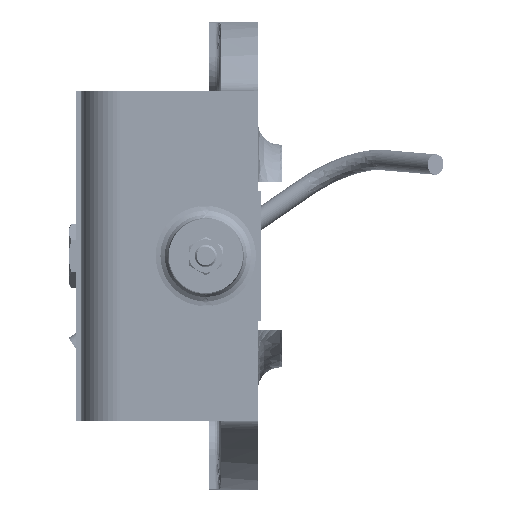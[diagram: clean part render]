
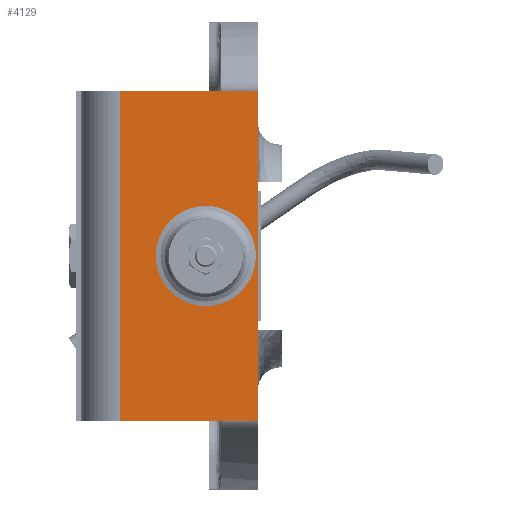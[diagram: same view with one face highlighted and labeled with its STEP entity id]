
A CAD part, left-side view. The second image highlights one B-rep face of the part: STEP entity #4129.
In plain terms, the highlighted free-form (B-spline) face has degree [1, 1] with [2, 2] control points.
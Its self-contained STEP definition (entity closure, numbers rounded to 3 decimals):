
#365 = VERTEX_POINT('',#366);
#366 = CARTESIAN_POINT('',(-14.166,190.965,
    458.525));
#372 = EDGE_CURVE('',#373,#365,#375,.T.);
#373 = VERTEX_POINT('',#374);
#374 = CARTESIAN_POINT('',(-14.166,190.965,
    379.218));
#375 = ( BOUNDED_CURVE() B_SPLINE_CURVE(2,(#376,#377,#378,#379,#380),
.UNSPECIFIED.,.F.,.F.) B_SPLINE_CURVE_WITH_KNOTS((3,2,3),(3.142,
4.712,6.283),.PIECEWISE_BEZIER_KNOTS.) CURVE() 
GEOMETRIC_REPRESENTATION_ITEM() RATIONAL_B_SPLINE_CURVE((1.,
0.707,1.,0.707,1.)) REPRESENTATION_ITEM('') );
#376 = CARTESIAN_POINT('',(-14.166,190.965,
    379.218));
#377 = CARTESIAN_POINT('',(-14.166,151.311,
    379.218));
#378 = CARTESIAN_POINT('',(-14.166,151.311,
    418.872));
#379 = CARTESIAN_POINT('',(-14.166,151.311,
    458.525));
#380 = CARTESIAN_POINT('',(-14.166,190.965,
    458.525));
#3221 = VERTEX_POINT('',#3222);
#3222 = CARTESIAN_POINT('',(-14.166,149.842,
    549.582));
#3227 = EDGE_CURVE('',#3221,#3228,#3230,.T.);
#3228 = VERTEX_POINT('',#3229);
#3229 = CARTESIAN_POINT('',(-14.166,149.842,
    288.162));
#3230 = B_SPLINE_CURVE_WITH_KNOTS('',1,(#3231,#3232),.UNSPECIFIED.,.F.,
  .F.,(2,2),(-0.,178.),.PIECEWISE_BEZIER_KNOTS.);
#3231 = CARTESIAN_POINT('',(-14.166,149.842,
    549.582));
#3232 = CARTESIAN_POINT('',(-14.166,149.842,
    288.162));
#4129 = ADVANCED_FACE('',(#4130,#4152),#4163,.T.);
#4130 = FACE_BOUND('',#4131,.T.);
#4131 = EDGE_LOOP('',(#4132,#4139,#4140,#4147));
#4132 = ORIENTED_EDGE('',*,*,#4133,.F.);
#4133 = EDGE_CURVE('',#3228,#4134,#4136,.T.);
#4134 = VERTEX_POINT('',#4135);
#4135 = CARTESIAN_POINT('',(-14.166,258.523,
    288.162));
#4136 = B_SPLINE_CURVE_WITH_KNOTS('',1,(#4137,#4138),.UNSPECIFIED.,.F.,
  .F.,(2,2),(0.,74.),.PIECEWISE_BEZIER_KNOTS.);
#4137 = CARTESIAN_POINT('',(-14.166,149.842,
    288.162));
#4138 = CARTESIAN_POINT('',(-14.166,258.523,
    288.162));
#4139 = ORIENTED_EDGE('',*,*,#3227,.F.);
#4140 = ORIENTED_EDGE('',*,*,#4141,.T.);
#4141 = EDGE_CURVE('',#3221,#4142,#4144,.T.);
#4142 = VERTEX_POINT('',#4143);
#4143 = CARTESIAN_POINT('',(-14.166,258.523,
    549.582));
#4144 = B_SPLINE_CURVE_WITH_KNOTS('',1,(#4145,#4146),.UNSPECIFIED.,.F.,
  .F.,(2,2),(0.,74.),.PIECEWISE_BEZIER_KNOTS.);
#4145 = CARTESIAN_POINT('',(-14.166,149.842,
    549.582));
#4146 = CARTESIAN_POINT('',(-14.166,258.523,
    549.582));
#4147 = ORIENTED_EDGE('',*,*,#4148,.T.);
#4148 = EDGE_CURVE('',#4142,#4134,#4149,.T.);
#4149 = B_SPLINE_CURVE_WITH_KNOTS('',1,(#4150,#4151),.UNSPECIFIED.,.F.,
  .F.,(2,2),(-0.,178.),.PIECEWISE_BEZIER_KNOTS.);
#4150 = CARTESIAN_POINT('',(-14.166,258.523,
    549.582));
#4151 = CARTESIAN_POINT('',(-14.166,258.523,
    288.162));
#4152 = FACE_BOUND('',#4153,.T.);
#4153 = EDGE_LOOP('',(#4154,#4162));
#4154 = ORIENTED_EDGE('',*,*,#4155,.F.);
#4155 = EDGE_CURVE('',#365,#373,#4156,.T.);
#4156 = ( BOUNDED_CURVE() B_SPLINE_CURVE(2,(#4157,#4158,#4159,#4160,
#4161),.UNSPECIFIED.,.F.,.F.) B_SPLINE_CURVE_WITH_KNOTS((3,2,3),(0.,
1.571,3.142),.PIECEWISE_BEZIER_KNOTS.) CURVE() 
GEOMETRIC_REPRESENTATION_ITEM() RATIONAL_B_SPLINE_CURVE((1.,
0.707,1.,0.707,1.)) REPRESENTATION_ITEM('') );
#4157 = CARTESIAN_POINT('',(-14.166,190.965,
    458.525));
#4158 = CARTESIAN_POINT('',(-14.166,230.618,
    458.525));
#4159 = CARTESIAN_POINT('',(-14.166,230.618,
    418.872));
#4160 = CARTESIAN_POINT('',(-14.166,230.618,
    379.218));
#4161 = CARTESIAN_POINT('',(-14.166,190.965,
    379.218));
#4162 = ORIENTED_EDGE('',*,*,#372,.F.);
#4163 = B_SPLINE_SURFACE_WITH_KNOTS('',1,1,(
    (#4164,#4165)
    ,(#4166,#4167
    )),.UNSPECIFIED.,.F.,.F.,.F.,(2,2),(2,2),(-74.,0.),(
    -178.,0.),.PIECEWISE_BEZIER_KNOTS.);
#4164 = CARTESIAN_POINT('',(-14.166,258.523,
    288.162));
#4165 = CARTESIAN_POINT('',(-14.166,258.523,
    549.582));
#4166 = CARTESIAN_POINT('',(-14.166,149.842,
    288.162));
#4167 = CARTESIAN_POINT('',(-14.166,149.842,
    549.582));
